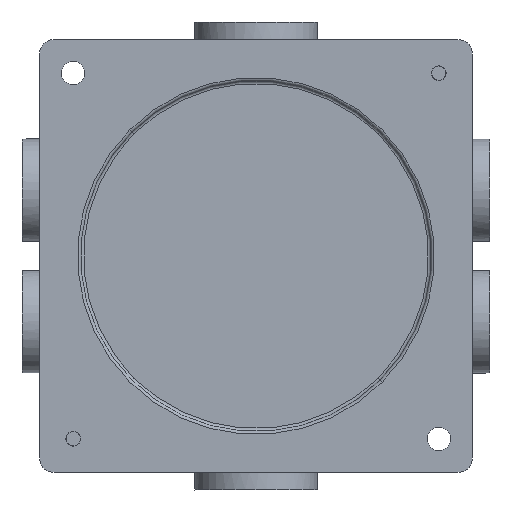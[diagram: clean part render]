
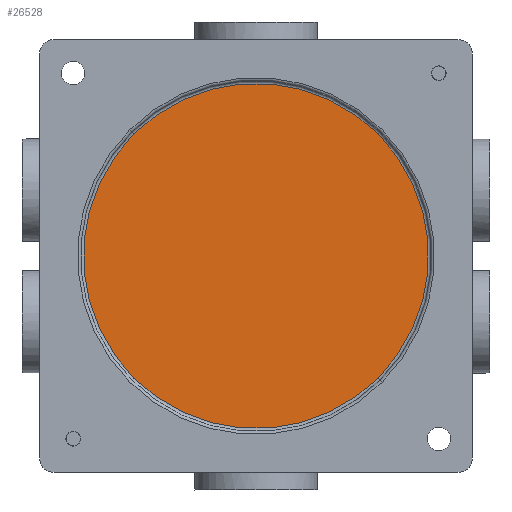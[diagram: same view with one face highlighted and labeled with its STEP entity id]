
A CAD part, front view. The second image highlights one B-rep face of the part: STEP entity #26528.
In plain terms, the highlighted planar face has unit normal (0, -1, 0).
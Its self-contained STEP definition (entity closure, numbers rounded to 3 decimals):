
#12 = DIRECTION ( 'NONE',  ( 0., -1., 0. ) ) ;
#175 = CARTESIAN_POINT ( 'NONE',  ( 0., -41.5, 0. ) ) ;
#1466 = CARTESIAN_POINT ( 'NONE',  ( 0., -41.5, -59. ) ) ;
#1703 = CARTESIAN_POINT ( 'NONE',  ( 0., -41.5, 59. ) ) ;
#2088 = CARTESIAN_POINT ( 'NONE',  ( 0., -41.5, 0. ) ) ;
#3819 = EDGE_LOOP ( 'NONE', ( #15258, #30035 ) ) ;
#4749 = VERTEX_POINT ( 'NONE', #1703 ) ;
#6882 = AXIS2_PLACEMENT_3D ( 'NONE', #2088, #29029, #31540 ) ;
#7671 = PLANE ( 'NONE',  #15361 ) ;
#9899 = DIRECTION ( 'NONE',  ( 0., 0., -1. ) ) ;
#10030 = EDGE_CURVE ( 'NONE', #14364, #4749, #29274, .T. ) ;
#11113 = EDGE_CURVE ( 'NONE', #4749, #14364, #20691, .T. ) ;
#13263 = AXIS2_PLACEMENT_3D ( 'NONE', #175, #17534, #9899 ) ;
#14364 = VERTEX_POINT ( 'NONE', #1466 ) ;
#15258 = ORIENTED_EDGE ( 'NONE', *, *, #10030, .T. ) ;
#15361 = AXIS2_PLACEMENT_3D ( 'NONE', #22312, #12, #27281 ) ;
#17534 = DIRECTION ( 'NONE',  ( 0., -1., 0. ) ) ;
#20691 = CIRCLE ( 'NONE', #6882, 59. ) ;
#22312 = CARTESIAN_POINT ( 'NONE',  ( 0., -41.5, 0. ) ) ;
#26528 = ADVANCED_FACE ( 'NONE', ( #30078 ), #7671, .T. ) ;
#27281 = DIRECTION ( 'NONE',  ( 0., 0., -1. ) ) ;
#29029 = DIRECTION ( 'NONE',  ( 0., -1., 0. ) ) ;
#29274 = CIRCLE ( 'NONE', #13263, 59. ) ;
#30035 = ORIENTED_EDGE ( 'NONE', *, *, #11113, .T. ) ;
#30078 = FACE_OUTER_BOUND ( 'NONE', #3819, .T. ) ;
#31540 = DIRECTION ( 'NONE',  ( 0., 0., -1. ) ) ;
